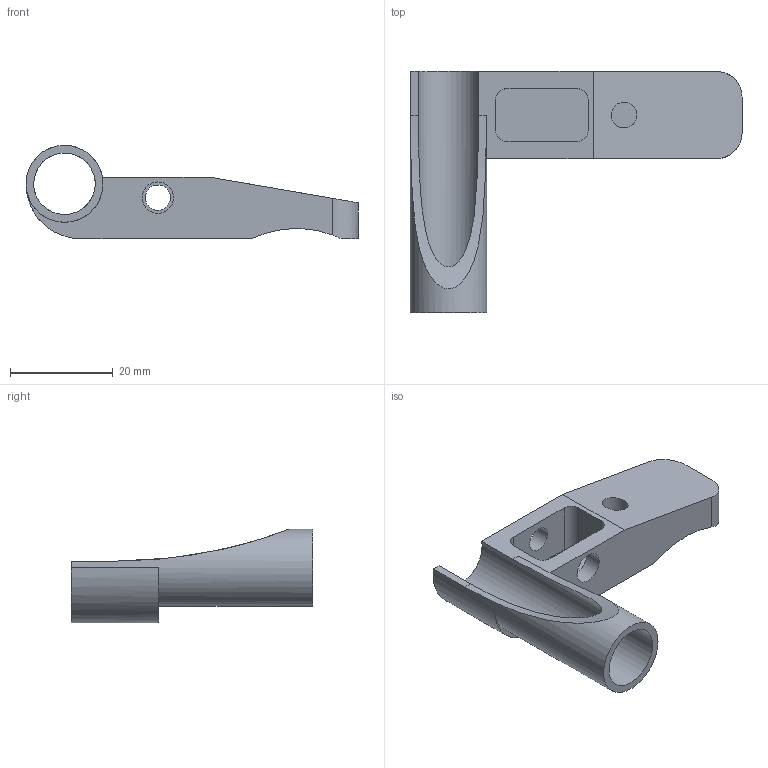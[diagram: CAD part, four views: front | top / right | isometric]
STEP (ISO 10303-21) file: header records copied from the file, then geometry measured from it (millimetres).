
FILE_DESCRIPTION(/* description */ (''),/* implementation_level */ '2;1');
FILE_NAME(/* name */ 'chariot_mat_manette.stp',/* time_stamp */ '2021-03-29T18:20:56+02:00',/* author */ ('Utilisateur'),/* organization */ (''),/* preprocessor_version */ 'ST-DEVELOPER v16.5',/* originating_system */ 'Autodesk Inventor 2017',/* authorisation */ '');
FILE_SCHEMA (('AUTOMOTIVE_DESIGN { 1 0 10303 214 3 1 1 }'));
Length unit declared in the file: millimetre
Products named in the file (1): chariot_mat_manette
Bounding box: 64.7 x 47 x 18.2 mm (x, y, z)
Volume: 9263.6 mm3; surface area: 6436.8 mm2
Topology: 1 solids, 1 shells, 29 faces, 81 edges, 55 vertices
Faces by surface type: plane 15, cylinder 14
Full cylindrical faces by diameter (mm): 4.917 x1, 5 x1, 6.1 x1, 12 x1, 15 x1
Entity records: 996 total; most frequent: CARTESIAN_POINT 232, DIRECTION 154, ORIENTED_EDGE 144, EDGE_CURVE 72, AXIS2_PLACEMENT_3D 57, VERTEX_POINT 51, EDGE_LOOP 41, LINE 40
